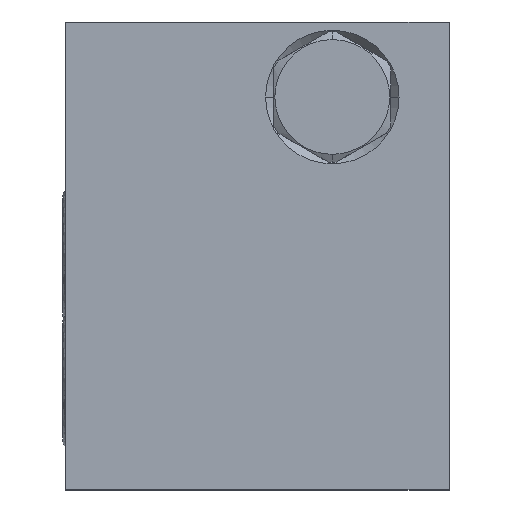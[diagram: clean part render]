
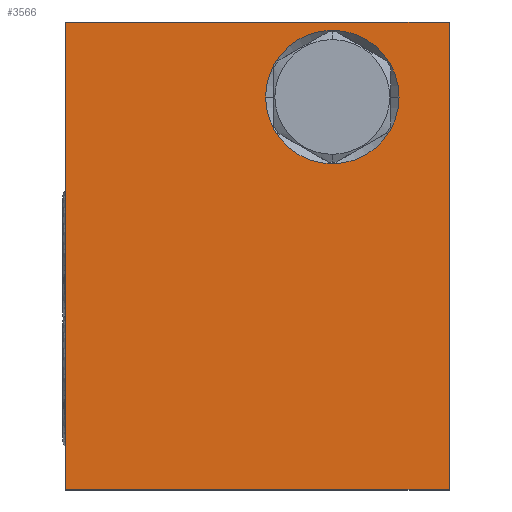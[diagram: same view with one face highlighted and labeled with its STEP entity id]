
A CAD part, top view. The second image highlights one B-rep face of the part: STEP entity #3566.
In plain terms, the highlighted planar face has unit normal (0, 0, 1).
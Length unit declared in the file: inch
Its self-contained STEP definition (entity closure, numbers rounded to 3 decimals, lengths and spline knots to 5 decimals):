
#163=DIRECTION('',(0.,-1.,0.));
#164=VECTOR('',#163,3.5);
#165=CARTESIAN_POINT('',(0.,0.,3.5));
#166=LINE('',#165,#164);
#167=DIRECTION('',(-1.,0.,0.));
#168=VECTOR('',#167,2.875);
#169=CARTESIAN_POINT('',(2.875,0.,3.5));
#170=LINE('',#169,#168);
#171=DIRECTION('',(0.,1.,0.));
#172=VECTOR('',#171,3.5);
#173=CARTESIAN_POINT('',(2.875,-3.5,3.5));
#174=LINE('',#173,#172);
#175=DIRECTION('',(1.,0.,0.));
#176=VECTOR('',#175,2.875);
#177=CARTESIAN_POINT('',(0.,-3.5,3.5));
#178=LINE('',#177,#176);
#179=CARTESIAN_POINT('',(2.,-0.562,3.5));
#180=DIRECTION('',(0.,0.,-1.));
#181=DIRECTION('',(-1.,0.,0.));
#182=AXIS2_PLACEMENT_3D('',#179,#180,#181);
#184=CARTESIAN_POINT('',(2.,-0.562,3.5));
#185=DIRECTION('',(0.,0.,-1.));
#186=DIRECTION('',(1.,0.,0.));
#187=AXIS2_PLACEMENT_3D('',#184,#185,#186);
#2968=CARTESIAN_POINT('',(0.,0.,3.5));
#2969=CARTESIAN_POINT('',(0.,-3.5,3.5));
#2970=VERTEX_POINT('',#2968);
#2971=VERTEX_POINT('',#2969);
#2972=CARTESIAN_POINT('',(2.875,-3.5,3.5));
#2973=VERTEX_POINT('',#2972);
#2974=CARTESIAN_POINT('',(2.875,0.,3.5));
#2975=VERTEX_POINT('',#2974);
#3355=CARTESIAN_POINT('',(1.5,-0.562,3.5));
#3356=VERTEX_POINT('',#3355);
#3357=CARTESIAN_POINT('',(2.5,-0.562,3.5));
#3358=VERTEX_POINT('',#3357);
#3549=CARTESIAN_POINT('',(0.,0.,3.5));
#3550=DIRECTION('',(0.,0.,1.));
#3551=DIRECTION('',(1.,0.,0.));
#3552=AXIS2_PLACEMENT_3D('',#3549,#3550,#3551);
#3553=PLANE('',#3552);
#3554=ORIENTED_EDGE('',*,*,#3423,.F.);
#3555=ORIENTED_EDGE('',*,*,#3468,.F.);
#3556=ORIENTED_EDGE('',*,*,#3494,.F.);
#3557=ORIENTED_EDGE('',*,*,#3543,.F.);
#3558=EDGE_LOOP('',(#3554,#3555,#3556,#3557));
#3559=FACE_OUTER_BOUND('',#3558,.F.);
#3561=ORIENTED_EDGE('',*,*,#3560,.F.);
#3563=ORIENTED_EDGE('',*,*,#3562,.F.);
#3564=EDGE_LOOP('',(#3561,#3563));
#3565=FACE_BOUND('',#3564,.F.);
#3566=ADVANCED_FACE('',(#3559,#3565),#3553,.T.);
#183=CIRCLE('',#182,0.5);
#188=CIRCLE('',#187,0.5);
#3423=EDGE_CURVE('',#2970,#2971,#166,.T.);
#3468=EDGE_CURVE('',#2975,#2970,#170,.T.);
#3494=EDGE_CURVE('',#2973,#2975,#174,.T.);
#3543=EDGE_CURVE('',#2971,#2973,#178,.T.);
#3560=EDGE_CURVE('',#3356,#3358,#183,.T.);
#3562=EDGE_CURVE('',#3358,#3356,#188,.T.);
